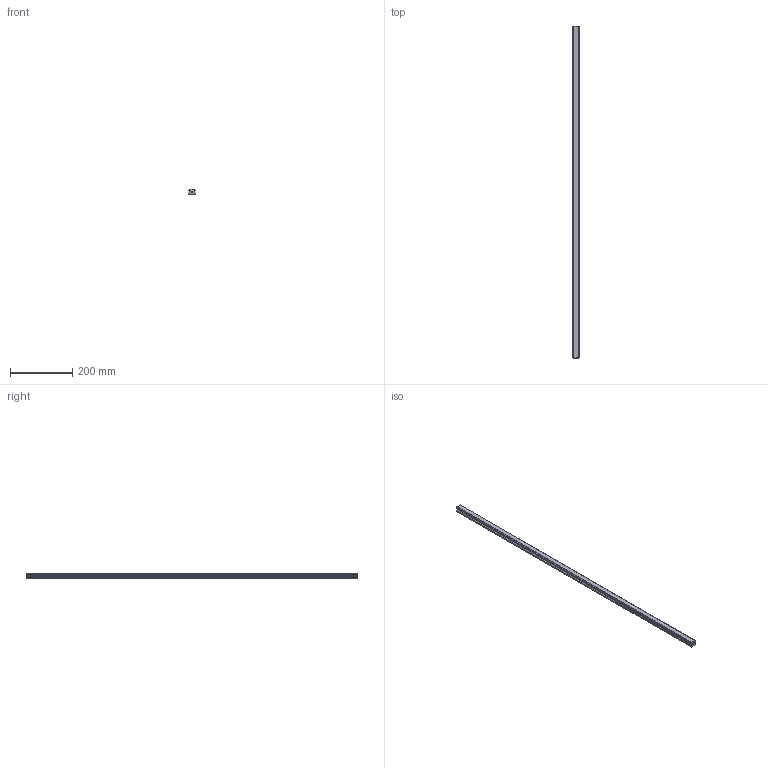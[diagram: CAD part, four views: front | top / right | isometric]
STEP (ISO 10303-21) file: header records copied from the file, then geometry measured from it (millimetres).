
FILE_DESCRIPTION(('STEP AP214'),'1');
FILE_NAME('cctmp_FACFD346-DD8F-4958-926C-E41E77BCAE83_2021_01_22_12_22_16_0470..stp','2021-01-22T11:22:16',('HIWIN GmbH'),('CADClick - www.CADClick.com'),'Spatial InterOp 3D',' ','unknown authorization');
FILE_SCHEMA(('AUTOMOTIVE_DESIGN'));
Length unit declared in the file: millimetre
Products named in the file (1): HGR20T1070C_FILE
Bounding box: 20 x 1070 x 17.5 mm (x, y, z)
Volume: 315988.9 mm3; surface area: 85692.2 mm2
Topology: 1 solids, 1 shells, 179 faces, 483 edges, 292 vertices
Faces by surface type: plane 85, cylinder 58, cone 36
Entity records: 6769 total; most frequent: DIRECTION 923, CARTESIAN_POINT 919, ORIENTED_EDGE 894, EDGE_CURVE 447, LINE 331, VECTOR 331, AXIS2_PLACEMENT_3D 296, VERTEX_POINT 292
